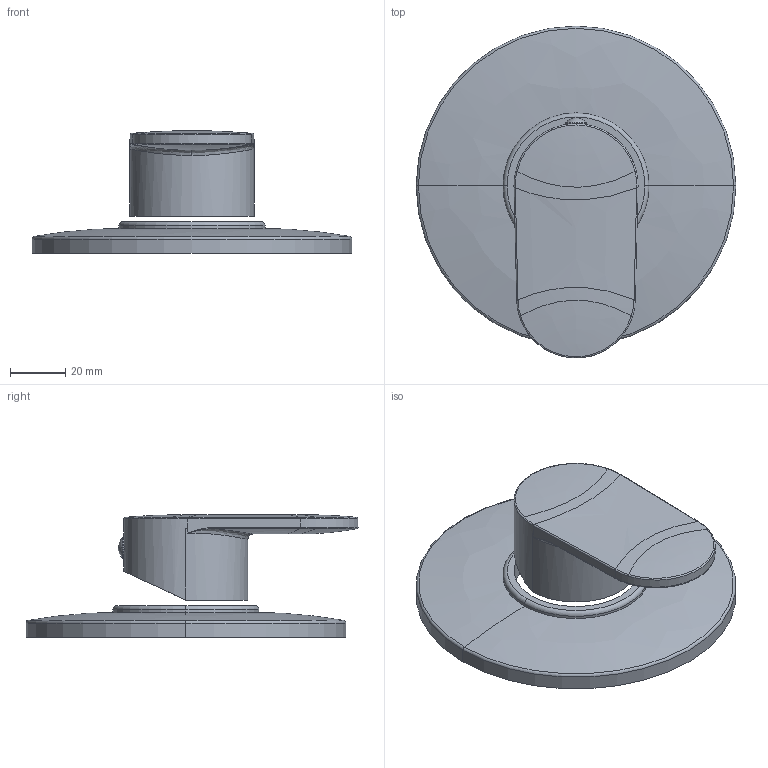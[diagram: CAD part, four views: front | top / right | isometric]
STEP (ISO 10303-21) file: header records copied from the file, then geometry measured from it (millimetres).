
FILE_DESCRIPTION((''),'2;1');
FILE_NAME('CA010CREST','2021-11-04T09:22:08',('ut3'),('PAFFONI SpA'),'CREO PARAMETRIC BY PTC INC, 2020044','CREO PARAMETRIC BY PTC INC, 2020044','');
FILE_SCHEMA(('CONFIG_CONTROL_DESIGN','SHAPE_APPEARANCE_LAYERS_GROUPS'));
Length unit declared in the file: millimetre
Products named in the file (1): CA010CREST
Bounding box: 116 x 120.46 x 44.5 mm (x, y, z)
Volume: 33333.1 mm3; surface area: 40427.8 mm2
Topology: 2 solids, 3 shells, 153 faces, 368 edges, 221 vertices
Faces by surface type: plane 48, cylinder 43, bspline 35, cone 13, torus 12, sphere 2
Entity records: 8518 total; most frequent: CARTESIAN_POINT 4018, ORIENTED_EDGE 732, DIRECTION 656, EDGE_CURVE 366, AXIS2_PLACEMENT_3D 254, VERTEX_POINT 221, EDGE_LOOP 167, FACE_OUTER_BOUND 153
